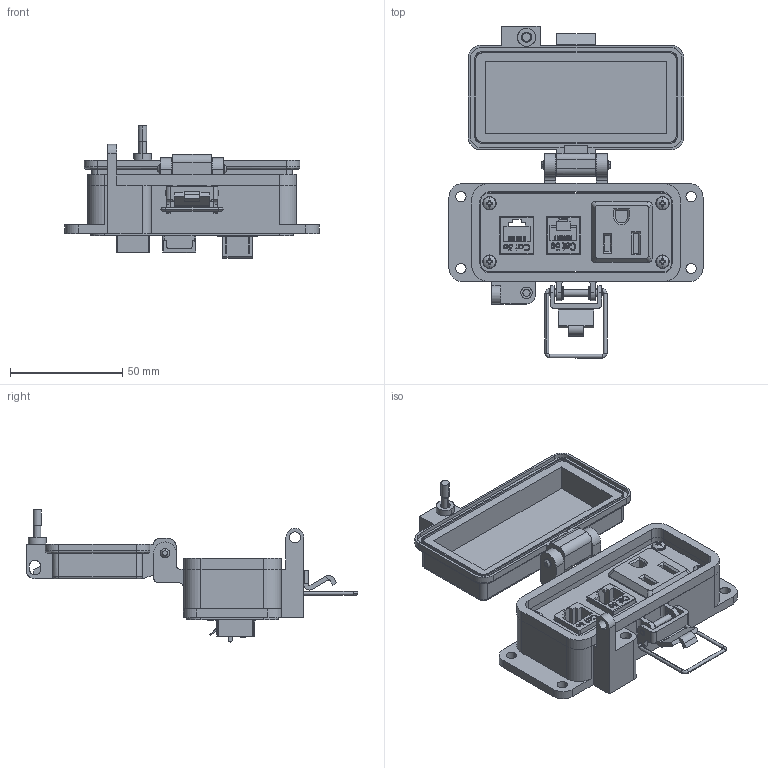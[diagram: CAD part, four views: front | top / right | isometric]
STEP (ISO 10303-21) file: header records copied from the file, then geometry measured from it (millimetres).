
FILE_DESCRIPTION (( 'STEP AP203' ), '1' );
FILE_NAME ('P-R2R33-F3R0_3D.STEP', '2019-10-04T13:42:16', ( '' ), ( '' ), 'SwSTEP 2.0', 'SolidWorks 2019', '' );
FILE_SCHEMA (( 'CONFIG_CONTROL_DESIGN' ));
Length unit declared in the file: millimetre
Products named in the file (14): P-R2R33-F3R0_FP060_1; -F3; Z-200-OTLT-R0SQ; Z-H-F3_B; Z-300-RJ45CAT5; P-R2R33-F3R0_TP060_1; R33; R2; Z-300-RJ45C5SH; R; P-R2R33-F3R0_3D; Z-000-4243316TFP; P-R2R33-F3R0_BP180_1; 92005A124_METRIC PAN HEAD PHILLIPS MACHINE SCREW_92005A124
Assembly tree (18 placements, depth 3):
  P-R2R33-F3R0_3D
    P-R2R33-F3R0_BP180_1
    P-R2R33-F3R0_TP060_1
    Z-000-4243316TFP  x3
    P-R2R33-F3R0_FP060_1
    R2
      Z-300-RJ45CAT5
    R33
      Z-300-RJ45C5SH
    R
      Z-200-OTLT-R0SQ
    -F3
      Z-H-F3_B
    92005A124_METRIC PAN HEAD PHILLIPS MACHINE SCREW_92005A124  x4
Bounding box: 113 x 147.61 x 58.8 mm (x, y, z)
Volume: 97777.7 mm3; surface area: 76562.5 mm2
Topology: 23 solids, 23 shells, 2349 faces, 6579 edges, 4336 vertices
Faces by surface type: plane 943, cylinder 941, bspline 369, cone 72, torus 16, sphere 8
Entity records: 70307 total; most frequent: CARTESIAN_POINT 28341, ORIENTED_EDGE 9310, DIRECTION 6977, EDGE_CURVE 4655, VERTEX_POINT 3069, LINE 2899, VECTOR 2899, AXIS2_PLACEMENT_3D 2039
